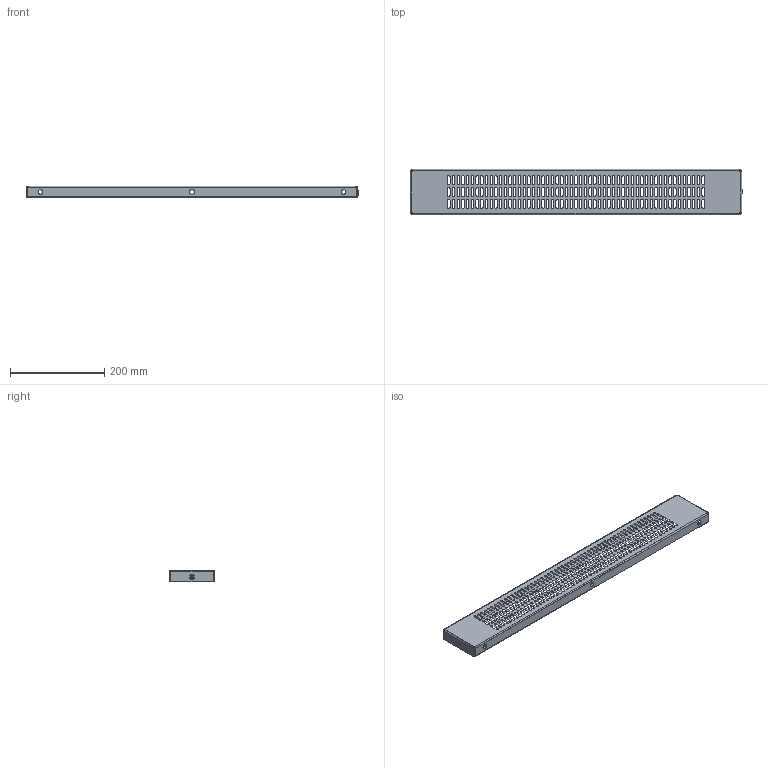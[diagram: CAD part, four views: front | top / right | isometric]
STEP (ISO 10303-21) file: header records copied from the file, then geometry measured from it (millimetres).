
FILE_DESCRIPTION (( 'STEP AP214' ), '1' );
FILE_NAME ('710.191.STEP', '2024-10-28T05:34:22', ( '' ), ( '' ), 'SwSTEP 2.0', 'SolidWorks 2021', '' );
FILE_SCHEMA (( 'AUTOMOTIVE_DESIGN' ));
Length unit declared in the file: millimetre
Products named in the file (3): 710.191; 710.191 眈翴錪; Çàêëåïêà ðåçüáîâàÿ Ì6 øåñòèãðàííàÿ ñ óìåíüøåííûì áîðòîì
Assembly tree (3 placements, depth 2):
  710.191
    710.191 眈翴錪
    Çàêëåïêà ðåçüáîâàÿ Ì6 øåñòèãðàííàÿ ñ óìåíüøåííûì áîðòîì  x2
Bounding box: 705.2 x 96 x 24.5 mm (x, y, z)
Volume: 102589 mm3; surface area: 213893.5 mm2
Topology: 3 solids, 3 shells, 800 faces, 2312 edges, 1520 vertices
Faces by surface type: plane 414, cylinder 366, cone 12, bspline 8
Entity records: 26970 total; most frequent: CARTESIAN_POINT 5065, ORIENTED_EDGE 4508, DIRECTION 4490, EDGE_CURVE 2254, AXIS2_PLACEMENT_3D 1501, VECTOR 1488, LINE 1488, VERTEX_POINT 1484
